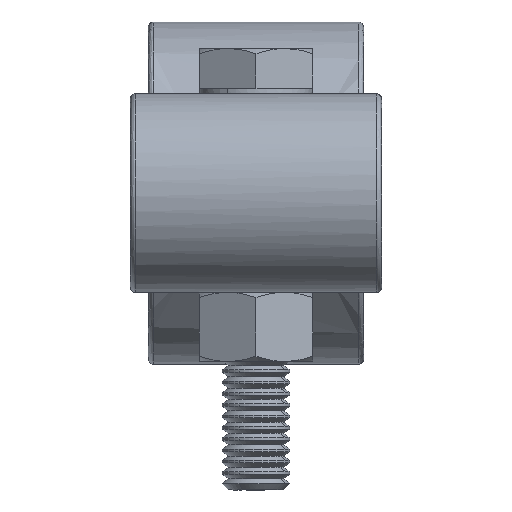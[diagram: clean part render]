
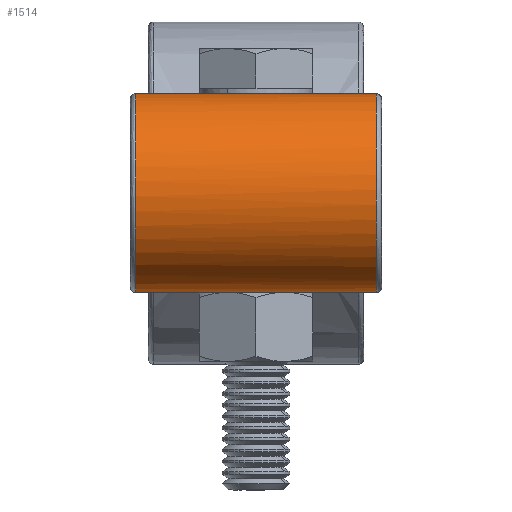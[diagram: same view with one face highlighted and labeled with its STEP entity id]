
A CAD part, left-side view. The second image highlights one B-rep face of the part: STEP entity #1514.
In plain terms, the highlighted free-form (B-spline) face has degree [1, 3] with [2, 4] control points.
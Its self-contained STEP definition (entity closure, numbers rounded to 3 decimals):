
#559 =( BOUNDED_CURVE ( )  B_SPLINE_CURVE ( 3, ( #16565, #11403, #3734, #16729 ),
 .UNSPECIFIED., .F., .F. ) 
 B_SPLINE_CURVE_WITH_KNOTS ( ( 4, 4 ),
 ( 0., 3.142 ),
 .UNSPECIFIED. ) 
 CURVE ( )  GEOMETRIC_REPRESENTATION_ITEM ( )  RATIONAL_B_SPLINE_CURVE ( ( 0.957, 0.319, 0.319, 0.957 ) ) 
 REPRESENTATION_ITEM ( '' )  );
#1337 = ORIENTED_EDGE ( 'NONE', *, *, #3643, .F. ) ;
#1514 = ADVANCED_FACE ( 'NONE', ( #4232 ), #4100, .F. ) ;
#1739 = CARTESIAN_POINT ( 'NONE',  ( -62.53, -10.61, 8.77 ) ) ;
#2218 = ORIENTED_EDGE ( 'NONE', *, *, #6196, .F. ) ;
#2724 = CARTESIAN_POINT ( 'NONE',  ( -80.07, -10.61, 8.77 ) ) ;
#3291 = CARTESIAN_POINT ( 'NONE',  ( -62.53, 10.61, -8.77 ) ) ;
#3455 = CARTESIAN_POINT ( 'NONE',  ( -80.07, 10.61, 8.77 ) ) ;
#3643 = EDGE_CURVE ( 'NONE', #9416, #13779, #5141, .T. ) ;
#3734 = CARTESIAN_POINT ( 'NONE',  ( -80.07, 10.61, 8.77 ) ) ;
#3773 = CARTESIAN_POINT ( 'NONE',  ( -62.53, -10.61, -8.77 ) ) ;
#4100 =( BOUNDED_SURFACE ( )  B_SPLINE_SURFACE ( 1, 3, ( 
 ( #9819, #3455, #6088, #3291 ),
 ( #16354, #8531, #12384, #7357 ) ),
 .UNSPECIFIED., .F., .F., .F. ) 
 B_SPLINE_SURFACE_WITH_KNOTS ( ( 2, 2 ),
 ( 4, 4 ),
 ( 0., 1. ),
 ( 0., 1. ),
 .UNSPECIFIED. ) 
 GEOMETRIC_REPRESENTATION_ITEM ( )  RATIONAL_B_SPLINE_SURFACE ( (
 ( 1., 0.333, 0.333, 1.),
 ( 1., 0.333, 0.333, 1.) ) ) 
 REPRESENTATION_ITEM ( '' )  SURFACE ( )  );
#4232 = FACE_OUTER_BOUND ( 'NONE', #7729, .T. ) ;
#4470 = B_SPLINE_CURVE_WITH_KNOTS ( 'NONE', 1,
 ( #8349, #1739 ),
 .UNSPECIFIED., .F., .F.,
 ( 2, 2 ),
 ( 0., 1. ),
 .UNSPECIFIED. ) ;
#5141 =( BOUNDED_CURVE ( )  B_SPLINE_CURVE ( 3, ( #9060, #2724, #5269, #14260 ),
 .UNSPECIFIED., .F., .F. ) 
 B_SPLINE_CURVE_WITH_KNOTS ( ( 4, 4 ),
 ( 0., 3.142 ),
 .UNSPECIFIED. ) 
 CURVE ( )  GEOMETRIC_REPRESENTATION_ITEM ( )  RATIONAL_B_SPLINE_CURVE ( ( 0.957, 0.319, 0.319, 0.957 ) ) 
 REPRESENTATION_ITEM ( '' )  );
#5269 = CARTESIAN_POINT ( 'NONE',  ( -80.07, -10.61, -8.77 ) ) ;
#5283 = B_SPLINE_CURVE_WITH_KNOTS ( 'NONE', 1,
 ( #12702, #3773 ),
 .UNSPECIFIED., .F., .F.,
 ( 2, 2 ),
 ( -1., 0. ),
 .UNSPECIFIED. ) ;
#5766 = VERTEX_POINT ( 'NONE', #9029 ) ;
#6088 = CARTESIAN_POINT ( 'NONE',  ( -80.07, 10.61, -8.77 ) ) ;
#6196 = EDGE_CURVE ( 'NONE', #10717, #5766, #559, .T. ) ;
#6529 = EDGE_CURVE ( 'NONE', #10717, #13779, #5283, .T. ) ;
#6995 = CARTESIAN_POINT ( 'NONE',  ( -62.53, 10.61, -8.77 ) ) ;
#7357 = CARTESIAN_POINT ( 'NONE',  ( -62.53, -10.61, -8.77 ) ) ;
#7729 = EDGE_LOOP ( 'NONE', ( #2218, #13616, #1337, #9793 ) ) ;
#8349 = CARTESIAN_POINT ( 'NONE',  ( -62.53, 10.61, 8.77 ) ) ;
#8531 = CARTESIAN_POINT ( 'NONE',  ( -80.07, -10.61, 8.77 ) ) ;
#9029 = CARTESIAN_POINT ( 'NONE',  ( -62.53, 10.61, 8.77 ) ) ;
#9060 = CARTESIAN_POINT ( 'NONE',  ( -62.53, -10.61, 8.77 ) ) ;
#9416 = VERTEX_POINT ( 'NONE', #15009 ) ;
#9793 = ORIENTED_EDGE ( 'NONE', *, *, #11301, .F. ) ;
#9819 = CARTESIAN_POINT ( 'NONE',  ( -62.53, 10.61, 8.77 ) ) ;
#10717 = VERTEX_POINT ( 'NONE', #6995 ) ;
#11301 = EDGE_CURVE ( 'NONE', #5766, #9416, #4470, .T. ) ;
#11403 = CARTESIAN_POINT ( 'NONE',  ( -80.07, 10.61, -8.77 ) ) ;
#12384 = CARTESIAN_POINT ( 'NONE',  ( -80.07, -10.61, -8.77 ) ) ;
#12702 = CARTESIAN_POINT ( 'NONE',  ( -62.53, 10.61, -8.77 ) ) ;
#13616 = ORIENTED_EDGE ( 'NONE', *, *, #6529, .T. ) ;
#13779 = VERTEX_POINT ( 'NONE', #15235 ) ;
#14260 = CARTESIAN_POINT ( 'NONE',  ( -62.53, -10.61, -8.77 ) ) ;
#15009 = CARTESIAN_POINT ( 'NONE',  ( -62.53, -10.61, 8.77 ) ) ;
#15235 = CARTESIAN_POINT ( 'NONE',  ( -62.53, -10.61, -8.77 ) ) ;
#16354 = CARTESIAN_POINT ( 'NONE',  ( -62.53, -10.61, 8.77 ) ) ;
#16565 = CARTESIAN_POINT ( 'NONE',  ( -62.53, 10.61, -8.77 ) ) ;
#16729 = CARTESIAN_POINT ( 'NONE',  ( -62.53, 10.61, 8.77 ) ) ;
